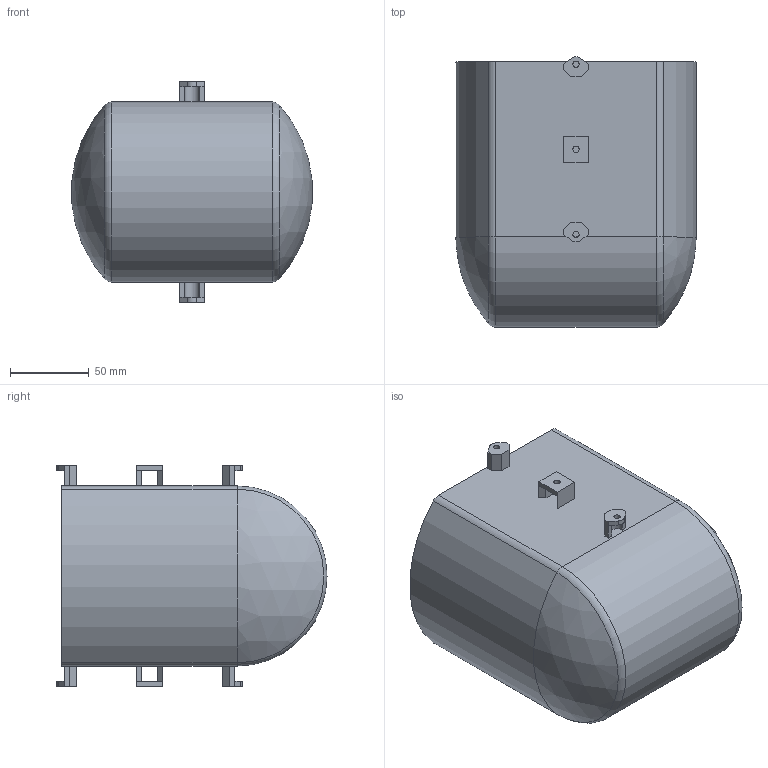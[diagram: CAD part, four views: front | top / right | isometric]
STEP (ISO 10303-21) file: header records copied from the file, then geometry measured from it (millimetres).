
FILE_DESCRIPTION(/* description */ (''),/* implementation_level */ '2;1');
FILE_NAME(/* name */ 'Electronics Enclosure.stp',/* time_stamp */ '2020-01-01T12:02:43-05:00',/* author */ ('User'),/* organization */ (''),/* preprocessor_version */ 'ST-DEVELOPER v17',/* originating_system */ 'Autodesk Inventor 2019',/* authorisation */ '');
FILE_SCHEMA (('AUTOMOTIVE_DESIGN { 1 0 10303 214 3 1 1 }'));
Length unit declared in the file: inch
Products named in the file (1): Electronics Enclosure
Bounding box: 152.57 x 171.45 x 139.7 mm (x, y, z)
Volume: 492477.4 mm3; surface area: 167321 mm2
Topology: 1 solids, 1 shells, 147 faces, 396 edges, 256 vertices
Faces by surface type: plane 93, cylinder 36, cone 12, sphere 4, torus 2
Full cylindrical faces by diameter (mm): 2.464 x12, 4 x6
Entity records: 4589 total; most frequent: CARTESIAN_POINT 788, DIRECTION 778, ORIENTED_EDGE 768, EDGE_CURVE 384, LINE 286, VECTOR 286, VERTEX_POINT 256, AXIS2_PLACEMENT_3D 246
